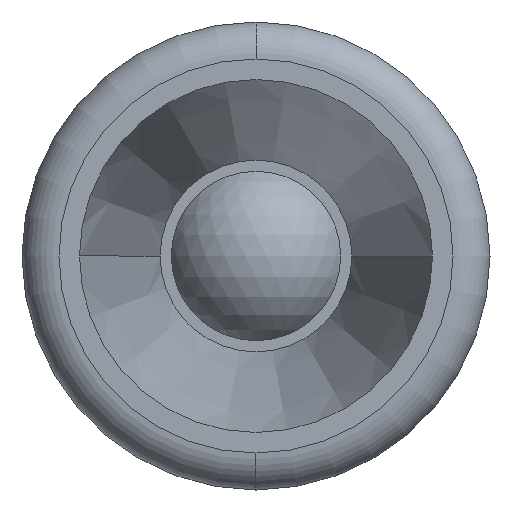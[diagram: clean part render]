
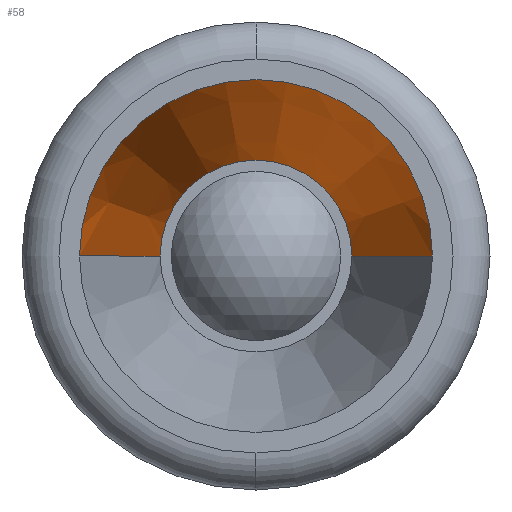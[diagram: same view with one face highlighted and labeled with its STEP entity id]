
A CAD part, front view. The second image highlights one B-rep face of the part: STEP entity #58.
In plain terms, the highlighted conical face has half-angle 14.671 degrees and reference radius 5.333 mm.
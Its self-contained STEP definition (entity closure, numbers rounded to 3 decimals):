
#58=ADVANCED_FACE('',(#134),#135,.F.);
#134=FACE_OUTER_BOUND('',#231,.T.);
#135=CONICAL_SURFACE('',#232,5.333,0.256);
#231=EDGE_LOOP('',(#337,#338,#339,#340));
#232=AXIS2_PLACEMENT_3D('',#341,#342,#343);
#337=ORIENTED_EDGE('',*,*,#561,.F.);
#338=ORIENTED_EDGE('',*,*,#562,.F.);
#339=ORIENTED_EDGE('',*,*,#563,.F.);
#340=ORIENTED_EDGE('',*,*,#564,.F.);
#341=CARTESIAN_POINT('',(0.,7.0,0.0));
#342=DIRECTION('',(0.,-1.0,0.0));
#343=DIRECTION('',(1.0,0.,0.0));
#561=EDGE_CURVE('',#660,#661,#662,.T.);
#562=EDGE_CURVE('',#663,#660,#664,.T.);
#563=EDGE_CURVE('',#665,#663,#666,.T.);
#564=EDGE_CURVE('',#661,#665,#667,.T.);
#660=VERTEX_POINT('',#796);
#661=VERTEX_POINT('',#797);
#662=LINE('',#798,#799);
#663=VERTEX_POINT('',#800);
#664=CIRCLE('',#801,7.165);
#665=VERTEX_POINT('',#802);
#666=LINE('',#803,#804);
#667=CIRCLE('',#805,3.893);
#796=CARTESIAN_POINT('',(7.165,0.0,0.0));
#797=CARTESIAN_POINT('',(3.893,12.5,0.));
#798=CARTESIAN_POINT('',(5.333,7.0,0.));
#799=VECTOR('',#946,1.0);
#800=CARTESIAN_POINT('',(-7.165,0.0,0.));
#801=AXIS2_PLACEMENT_3D('',#947,#948,#949);
#802=CARTESIAN_POINT('',(-3.893,12.5,0.));
#803=CARTESIAN_POINT('',(-5.333,7.0,0.));
#804=VECTOR('',#950,1.0);
#805=AXIS2_PLACEMENT_3D('',#951,#952,#953);
#946=DIRECTION('',(-0.253,0.967,0.));
#947=CARTESIAN_POINT('',(0.,0.0,0.0));
#948=DIRECTION('',(-0.0,1.0,0.0));
#949=DIRECTION('',(1.0,0.0,0.0));
#950=DIRECTION('',(-0.253,-0.967,0.));
#951=CARTESIAN_POINT('',(0.,12.5,0.0));
#952=DIRECTION('',(0.0,-1.0,0.0));
#953=DIRECTION('',(1.0,0.0,0.0));
